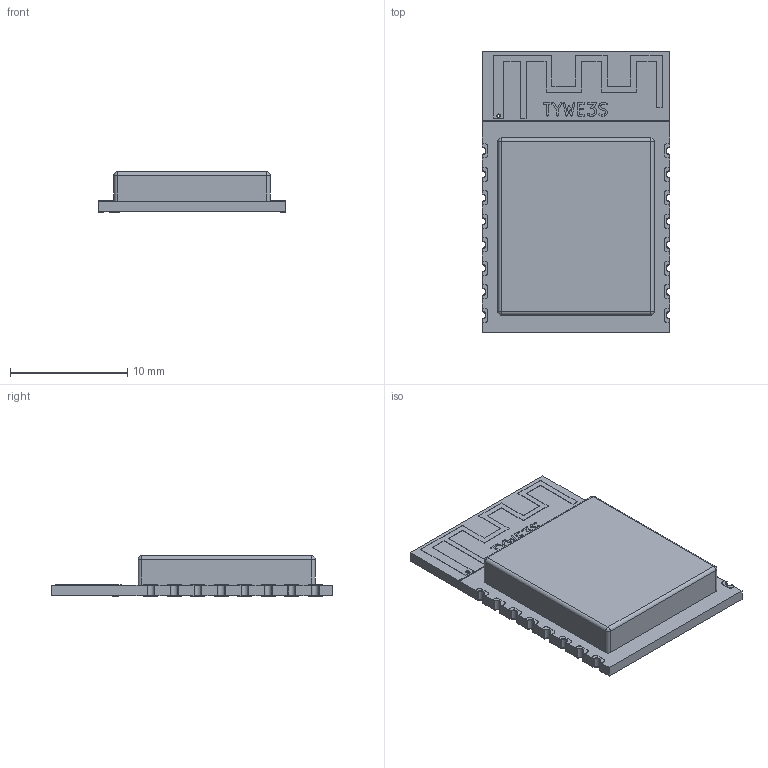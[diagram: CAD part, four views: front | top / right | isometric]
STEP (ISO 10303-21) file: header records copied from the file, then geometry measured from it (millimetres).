
FILE_DESCRIPTION(('FreeCAD Model'),'2;1');
FILE_NAME('Open CASCADE Shape Model','2024-05-02T12:08:51',(''),(''), 'Open CASCADE STEP processor 7.6','FreeCAD','Unknown');
FILE_SCHEMA(('AUTOMOTIVE_DESIGN { 1 0 10303 214 1 1 1 1 }'));
Length unit declared in the file: millimetre
Products named in the file (30): TYWE3S; PCB; Shield; Silkscreen; Line; Extrude; Antenna; Antenna_Pad; Antenna_Hole; Antenna_Track; Pads; Castellation; Pin_1; Pin_2; Pin_3; Pin_4; Pin_5; Pin_6; Pin_7; Pin_8; Pin_9; Pin_10; Pin_11; Pin_12; Pin_13; Pin_14; Pin_15; Pin_16; BotPads; TopPads
Assembly tree (29 placements, depth 4):
  TYWE3S
    PCB
    Shield
    Silkscreen
      Line
      Extrude
    Antenna
      Antenna_Pad
      Antenna_Hole
      Antenna_Track
    Pads
      Castellation
        Pin_1
        Pin_2
        Pin_3
        Pin_4
        Pin_5
        Pin_6
        Pin_7
        Pin_8
        Pin_9
        Pin_10
        Pin_11
        Pin_12
        Pin_13
        Pin_14
        Pin_15
        Pin_16
      BotPads
      TopPads
Bounding box: 16 x 24 x 3.42 mm (x, y, z)
Volume: 842 mm3; surface area: 1494.1 mm2
Topology: 60 solids, 60 shells, 1075 faces, 2857 edges, 1898 vertices
Faces by surface type: plane 899, cylinder 172, sphere 4
Full cylindrical faces by diameter (mm): 0.25 x2, 0.3 x2
Entity records: 33956 total; most frequent: CARTESIAN_POINT 5856, ORIENTED_EDGE 5706, DIRECTION 5407, EDGE_CURVE 2853, LINE 2509, VECTOR 2509, VERTEX_POINT 1898, AXIS2_PLACEMENT_3D 1449
